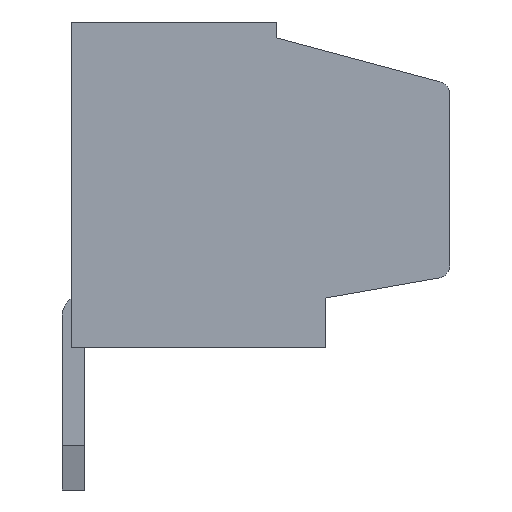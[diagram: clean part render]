
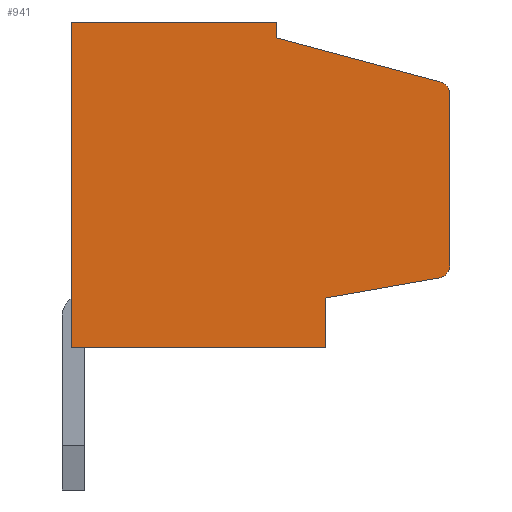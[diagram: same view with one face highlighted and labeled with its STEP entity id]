
A CAD part, left-side view. The second image highlights one B-rep face of the part: STEP entity #941.
In plain terms, the highlighted planar face has unit normal (-1, 0, 0).
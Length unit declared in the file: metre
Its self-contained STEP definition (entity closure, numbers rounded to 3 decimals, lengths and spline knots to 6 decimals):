
#941=ADVANCED_FACE('',(#2236),#2237,.F.);
#2236=FACE_OUTER_BOUND('',#3949,.T.);
#2237=PLANE('',#3950);
#3949=EDGE_LOOP('',(#6805,#6806,#6807,#6808,#6809,#6810,#6811,#6812,#6813,#6814));
#3950=AXIS2_PLACEMENT_3D('',#6815,#6816,#6817);
#6805=ORIENTED_EDGE('',*,*,#10708,.T.);
#6806=ORIENTED_EDGE('',*,*,#10709,.F.);
#6807=ORIENTED_EDGE('',*,*,#10710,.F.);
#6808=ORIENTED_EDGE('',*,*,#10711,.F.);
#6809=ORIENTED_EDGE('',*,*,#9827,.F.);
#6810=ORIENTED_EDGE('',*,*,#10712,.F.);
#6811=ORIENTED_EDGE('',*,*,#10713,.F.);
#6812=ORIENTED_EDGE('',*,*,#10714,.F.);
#6813=ORIENTED_EDGE('',*,*,#10715,.T.);
#6814=ORIENTED_EDGE('',*,*,#10716,.F.);
#6815=CARTESIAN_POINT('',(-0.285811,0.006635,0.));
#6816=DIRECTION('',(1.0,0.0,0.0));
#6817=DIRECTION('',(0.0,1.0,-0.0));
#9827=EDGE_CURVE('',#11679,#11681,#11682,.T.);
#10708=EDGE_CURVE('',#13091,#13092,#13093,.T.);
#10709=EDGE_CURVE('',#13094,#13092,#13095,.T.);
#10710=EDGE_CURVE('',#13096,#13094,#13097,.T.);
#10711=EDGE_CURVE('',#11681,#13096,#13098,.T.);
#10712=EDGE_CURVE('',#13099,#11679,#13100,.T.);
#10713=EDGE_CURVE('',#13101,#13099,#13102,.T.);
#10714=EDGE_CURVE('',#13103,#13101,#13104,.T.);
#10715=EDGE_CURVE('',#13103,#13105,#13106,.T.);
#10716=EDGE_CURVE('',#13091,#13105,#13107,.T.);
#11679=VERTEX_POINT('',#14429);
#11681=VERTEX_POINT('',#14432);
#11682=LINE('',#14433,#14434);
#13091=VERTEX_POINT('',#16448);
#13092=VERTEX_POINT('',#16449);
#13093=CIRCLE('',#16450,0.0003);
#13094=VERTEX_POINT('',#16451);
#13095=LINE('',#16452,#16453);
#13096=VERTEX_POINT('',#16454);
#13097=LINE('',#16455,#16456);
#13098=LINE('',#16457,#16458);
#13099=VERTEX_POINT('',#16459);
#13100=LINE('',#16460,#16461);
#13101=VERTEX_POINT('',#16462);
#13102=LINE('',#16463,#16464);
#13103=VERTEX_POINT('',#16465);
#13104=LINE('',#16466,#16467);
#13105=VERTEX_POINT('',#16468);
#13106=CIRCLE('',#16469,0.0003);
#13107=LINE('',#16470,#16471);
#14429=CARTESIAN_POINT('',(-0.285811,0.008939,-0.0073));
#14432=CARTESIAN_POINT('',(-0.285811,0.008939,0.));
#14433=CARTESIAN_POINT('',(-0.285811,0.008939,0.));
#14434=VECTOR('',#18322,1.0);
#16448=CARTESIAN_POINT('',(-0.285811,0.000439,-0.00163));
#16449=CARTESIAN_POINT('',(-0.285811,0.000662,-0.00134));
#16450=AXIS2_PLACEMENT_3D('',#19172,#19173,#19174);
#16451=CARTESIAN_POINT('',(-0.285811,0.004339,-0.000355));
#16452=CARTESIAN_POINT('',(-0.285811,0.000662,-0.00134));
#16453=VECTOR('',#19175,1.0);
#16454=CARTESIAN_POINT('',(-0.285811,0.004339,0.));
#16455=CARTESIAN_POINT('',(-0.285811,0.004339,-0.000355));
#16456=VECTOR('',#19176,1.0);
#16457=CARTESIAN_POINT('',(-0.285811,0.004339,0.));
#16458=VECTOR('',#19177,1.0);
#16459=CARTESIAN_POINT('',(-0.285811,0.003239,-0.0073));
#16460=CARTESIAN_POINT('',(-0.285811,0.008939,-0.0073));
#16461=VECTOR('',#19178,1.0);
#16462=CARTESIAN_POINT('',(-0.285811,0.003239,-0.006194));
#16463=CARTESIAN_POINT('',(-0.285811,0.003239,-0.0073));
#16464=VECTOR('',#19179,1.0);
#16465=CARTESIAN_POINT('',(-0.285811,0.000687,-0.005744));
#16466=CARTESIAN_POINT('',(-0.285811,0.003239,-0.006194));
#16467=VECTOR('',#19180,1.0);
#16468=CARTESIAN_POINT('',(-0.285811,0.000439,-0.005448));
#16469=AXIS2_PLACEMENT_3D('',#19181,#19182,#19183);
#16470=CARTESIAN_POINT('',(-0.285811,0.000439,-0.005448));
#16471=VECTOR('',#19184,1.0);
#18322=DIRECTION('',(0.0,0.,1.0));
#19172=CARTESIAN_POINT('',(-0.285811,0.000739,-0.00163));
#19173=DIRECTION('',(-1.0,-0.0,-0.0));
#19174=DIRECTION('',(0.0,0.0,-1.0));
#19175=DIRECTION('',(0.0,-0.966,-0.259));
#19176=DIRECTION('',(0.0,0.,-1.0));
#19177=DIRECTION('',(0.0,-1.0,0.));
#19178=DIRECTION('',(0.0,1.0,0.));
#19179=DIRECTION('',(0.0,0.,-1.0));
#19180=DIRECTION('',(0.0,0.985,-0.174));
#19181=CARTESIAN_POINT('',(-0.285811,0.000739,-0.005448));
#19182=DIRECTION('',(-1.0,-0.0,-0.0));
#19183=DIRECTION('',(0.0,0.0,-1.0));
#19184=DIRECTION('',(0.0,0.,-1.0));
